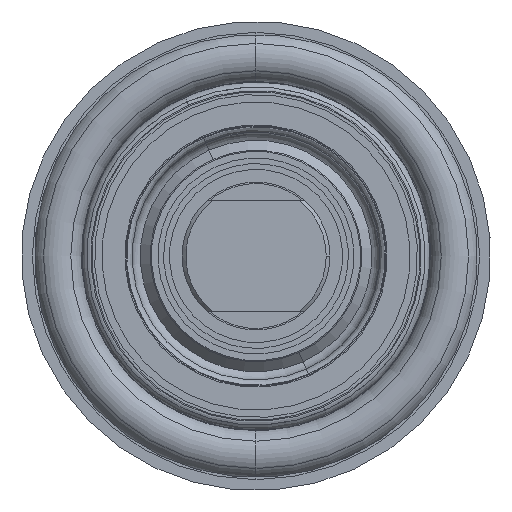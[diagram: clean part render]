
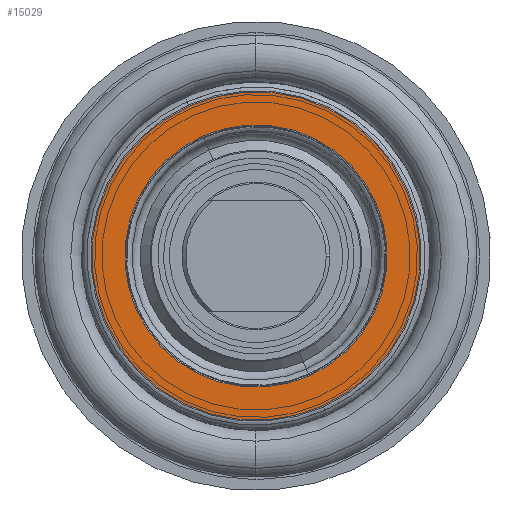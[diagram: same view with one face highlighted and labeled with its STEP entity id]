
A CAD part, left-side view. The second image highlights one B-rep face of the part: STEP entity #15029.
In plain terms, the highlighted planar face has unit normal (-1, 0, 0).
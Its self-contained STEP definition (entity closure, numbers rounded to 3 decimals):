
#127 = CARTESIAN_POINT ( 'NONE',  ( 5.2, -9.051, -20.286 ) ) ;
#609 = VERTEX_POINT ( 'NONE', #6486 ) ;
#887 = DIRECTION ( 'NONE',  ( 1., 0., 0. ) ) ;
#920 = PLANE ( 'NONE',  #1910 ) ;
#995 = DIRECTION ( 'NONE',  ( 0., -0.407, -0.913 ) ) ;
#1910 = AXIS2_PLACEMENT_3D ( 'NONE', #4540, #2603, #995 ) ;
#2006 = ORIENTED_EDGE ( 'NONE', *, *, #20121, .F. ) ;
#2218 = CIRCLE ( 'NONE', #3792, 22.214 ) ;
#2222 = AXIS2_PLACEMENT_3D ( 'NONE', #21314, #887, #7768 ) ;
#2603 = DIRECTION ( 'NONE',  ( 1., 0., 0. ) ) ;
#2609 = AXIS2_PLACEMENT_3D ( 'NONE', #13790, #13636, #15474 ) ;
#3792 = AXIS2_PLACEMENT_3D ( 'NONE', #6581, #20051, #4889 ) ;
#3888 = VERTEX_POINT ( 'NONE', #127 ) ;
#4180 = DIRECTION ( 'NONE',  ( -1., 0., 0. ) ) ;
#4450 = CIRCLE ( 'NONE', #8400, 17.75 ) ;
#4540 = CARTESIAN_POINT ( 'NONE',  ( 5.2, 0., 0. ) ) ;
#4708 = FACE_OUTER_BOUND ( 'NONE', #6841, .T. ) ;
#4889 = DIRECTION ( 'NONE',  ( 0., -0.407, -0.913 ) ) ;
#5655 = CIRCLE ( 'NONE', #2609, 17.75 ) ;
#6040 = DIRECTION ( 'NONE',  ( 0., -0.913, 0.407 ) ) ;
#6486 = CARTESIAN_POINT ( 'NONE',  ( 5.2, 7.233, 16.21 ) ) ;
#6581 = CARTESIAN_POINT ( 'NONE',  ( 5.2, 0., 0. ) ) ;
#6841 = EDGE_LOOP ( 'NONE', ( #21860, #14298 ) ) ;
#7602 = VERTEX_POINT ( 'NONE', #8131 ) ;
#7768 = DIRECTION ( 'NONE',  ( 0., -0.407, -0.913 ) ) ;
#8131 = CARTESIAN_POINT ( 'NONE',  ( 5.2, 9.051, 20.286 ) ) ;
#8400 = AXIS2_PLACEMENT_3D ( 'NONE', #14358, #4180, #6040 ) ;
#11639 = CARTESIAN_POINT ( 'NONE',  ( 5.2, -7.233, -16.21 ) ) ;
#12300 = EDGE_CURVE ( 'NONE', #3888, #7602, #20904, .T. ) ;
#13636 = DIRECTION ( 'NONE',  ( -1., 0., 0. ) ) ;
#13790 = CARTESIAN_POINT ( 'NONE',  ( 5.2, 0., 0. ) ) ;
#14298 = ORIENTED_EDGE ( 'NONE', *, *, #16063, .F. ) ;
#14358 = CARTESIAN_POINT ( 'NONE',  ( 5.2, 0., 0. ) ) ;
#15029 = ADVANCED_FACE ( 'NONE', ( #4708, #19275 ), #920, .F. ) ;
#15474 = DIRECTION ( 'NONE',  ( 0., -0.913, 0.407 ) ) ;
#16063 = EDGE_CURVE ( 'NONE', #7602, #3888, #2218, .T. ) ;
#16076 = VERTEX_POINT ( 'NONE', #11639 ) ;
#17956 = EDGE_LOOP ( 'NONE', ( #2006, #21201 ) ) ;
#18019 = EDGE_CURVE ( 'NONE', #609, #16076, #4450, .T. ) ;
#19275 = FACE_BOUND ( 'NONE', #17956, .T. ) ;
#20051 = DIRECTION ( 'NONE',  ( 1., 0., 0. ) ) ;
#20121 = EDGE_CURVE ( 'NONE', #16076, #609, #5655, .T. ) ;
#20904 = CIRCLE ( 'NONE', #2222, 22.214 ) ;
#21201 = ORIENTED_EDGE ( 'NONE', *, *, #18019, .F. ) ;
#21314 = CARTESIAN_POINT ( 'NONE',  ( 5.2, 0., 0. ) ) ;
#21860 = ORIENTED_EDGE ( 'NONE', *, *, #12300, .F. ) ;
